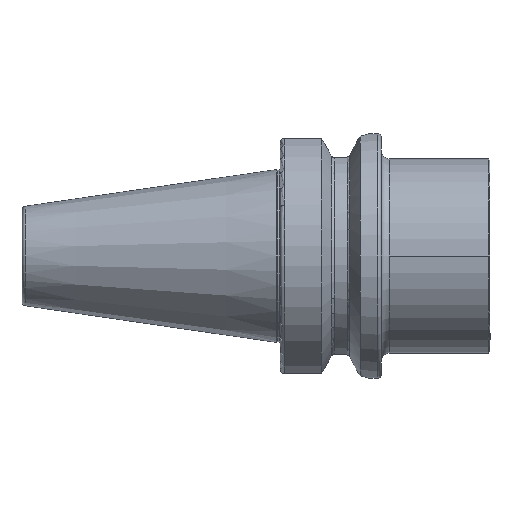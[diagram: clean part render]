
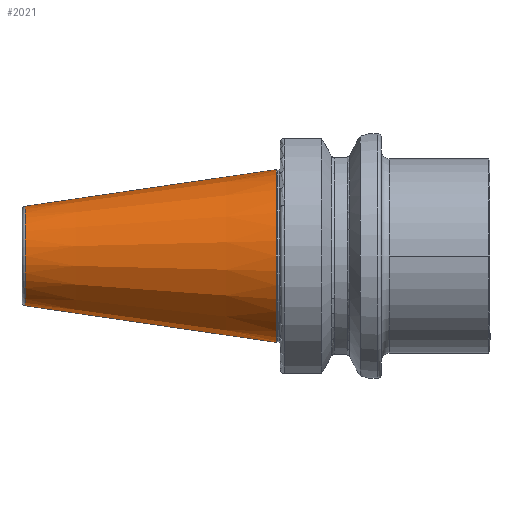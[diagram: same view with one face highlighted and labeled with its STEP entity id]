
A CAD part, front view. The second image highlights one B-rep face of the part: STEP entity #2021.
In plain terms, the highlighted conical face has half-angle 8.297 degrees and reference radius 22.225 mm.
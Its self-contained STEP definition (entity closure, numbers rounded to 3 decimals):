
#140 = AXIS2_PLACEMENT_3D ( 'NONE', #790, #5522, #3374 ) ;
#302 = VERTEX_POINT ( 'NONE', #407 ) ;
#305 = DIRECTION ( 'NONE',  ( 0., 0., 1. ) ) ;
#407 = CARTESIAN_POINT ( 'NONE',  ( 0., 0., -22.225 ) ) ;
#433 = AXIS2_PLACEMENT_3D ( 'NONE', #2535, #5097, #305 ) ;
#465 = EDGE_LOOP ( 'NONE', ( #2798, #3928, #5224, #2713 ) ) ;
#607 = VERTEX_POINT ( 'NONE', #1950 ) ;
#638 = VECTOR ( 'NONE', #1542, 1000. ) ;
#790 = CARTESIAN_POINT ( 'NONE',  ( 0., 0., 0. ) ) ;
#1542 = DIRECTION ( 'NONE',  ( 0.99, 0., -0.144 ) ) ;
#1574 = CARTESIAN_POINT ( 'NONE',  ( -64.544, 0., -12.812 ) ) ;
#1581 = CONICAL_SURFACE ( 'NONE', #140, 22.225, 0.145 ) ;
#1949 = CARTESIAN_POINT ( 'NONE',  ( 0., 0., -22.225 ) ) ;
#1950 = CARTESIAN_POINT ( 'NONE',  ( 0., 0., 22.225 ) ) ;
#2021 = ADVANCED_FACE ( 'NONE', ( #4962 ), #1581, .T. ) ;
#2040 = EDGE_CURVE ( 'NONE', #302, #607, #2255, .T. ) ;
#2129 = DIRECTION ( 'NONE',  ( 0., 0., 1. ) ) ;
#2150 = EDGE_CURVE ( 'NONE', #2601, #607, #3542, .T. ) ;
#2255 = CIRCLE ( 'NONE', #433, 22.225 ) ;
#2535 = CARTESIAN_POINT ( 'NONE',  ( 0., 0., 0. ) ) ;
#2561 = DIRECTION ( 'NONE',  ( 0.99, 0., 0.144 ) ) ;
#2601 = VERTEX_POINT ( 'NONE', #5316 ) ;
#2713 = ORIENTED_EDGE ( 'NONE', *, *, #2040, .T. ) ;
#2798 = ORIENTED_EDGE ( 'NONE', *, *, #2150, .F. ) ;
#3128 = EDGE_CURVE ( 'NONE', #5571, #2601, #4437, .T. ) ;
#3374 = DIRECTION ( 'NONE',  ( 0., 0., -1. ) ) ;
#3542 = LINE ( 'NONE', #4722, #5574 ) ;
#3884 = CARTESIAN_POINT ( 'NONE',  ( -64.544, 0., 0. ) ) ;
#3899 = AXIS2_PLACEMENT_3D ( 'NONE', #3884, #4319, #2129 ) ;
#3928 = ORIENTED_EDGE ( 'NONE', *, *, #3128, .F. ) ;
#3993 = LINE ( 'NONE', #1949, #638 ) ;
#4319 = DIRECTION ( 'NONE',  ( -1., 0., 0. ) ) ;
#4379 = EDGE_CURVE ( 'NONE', #5571, #302, #3993, .T. ) ;
#4437 = CIRCLE ( 'NONE', #3899, 12.812 ) ;
#4722 = CARTESIAN_POINT ( 'NONE',  ( 0., 0., 22.225 ) ) ;
#4962 = FACE_OUTER_BOUND ( 'NONE', #465, .T. ) ;
#5097 = DIRECTION ( 'NONE',  ( -1., 0., 0. ) ) ;
#5224 = ORIENTED_EDGE ( 'NONE', *, *, #4379, .T. ) ;
#5316 = CARTESIAN_POINT ( 'NONE',  ( -64.544, 0., 12.812 ) ) ;
#5522 = DIRECTION ( 'NONE',  ( 1., 0., 0. ) ) ;
#5571 = VERTEX_POINT ( 'NONE', #1574 ) ;
#5574 = VECTOR ( 'NONE', #2561, 1000. ) ;
